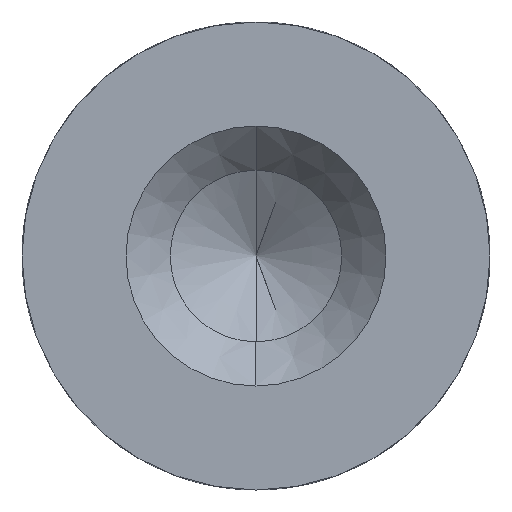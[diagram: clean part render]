
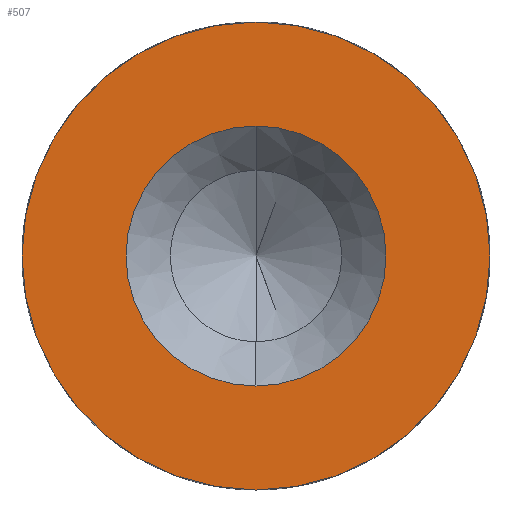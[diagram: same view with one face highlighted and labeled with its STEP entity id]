
A CAD part, left-side view. The second image highlights one B-rep face of the part: STEP entity #507.
In plain terms, the highlighted planar face has unit normal (-1, 0, 0).
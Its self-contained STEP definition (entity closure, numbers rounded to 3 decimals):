
#34 = CARTESIAN_POINT ( 'NONE',  ( 0., 0., 0. ) ) ;
#38 = CARTESIAN_POINT ( 'NONE',  ( 0., 0., -2.5 ) ) ;
#45 = CARTESIAN_POINT ( 'NONE',  ( 0., 0., 0. ) ) ;
#47 = EDGE_CURVE ( 'NONE', #516, #63, #504, .T. ) ;
#63 = VERTEX_POINT ( 'NONE', #103 ) ;
#78 = AXIS2_PLACEMENT_3D ( 'NONE', #247, #380, #255 ) ;
#103 = CARTESIAN_POINT ( 'NONE',  ( 0., 0., -4.5 ) ) ;
#114 = AXIS2_PLACEMENT_3D ( 'NONE', #45, #876, #398 ) ;
#182 = CARTESIAN_POINT ( 'NONE',  ( 0., 0., 0. ) ) ;
#196 = DIRECTION ( 'NONE',  ( 0., 0., -1. ) ) ;
#197 = AXIS2_PLACEMENT_3D ( 'NONE', #34, #800, #392 ) ;
#223 = AXIS2_PLACEMENT_3D ( 'NONE', #182, #323, #406 ) ;
#247 = CARTESIAN_POINT ( 'NONE',  ( 0., 0., 0. ) ) ;
#255 = DIRECTION ( 'NONE',  ( 0., 0., 1. ) ) ;
#264 = PLANE ( 'NONE',  #669 ) ;
#293 = EDGE_CURVE ( 'NONE', #63, #516, #548, .T. ) ;
#311 = ORIENTED_EDGE ( 'NONE', *, *, #47, .T. ) ;
#323 = DIRECTION ( 'NONE',  ( -1., 0., 0. ) ) ;
#330 = CARTESIAN_POINT ( 'NONE',  ( 0., 0., 0. ) ) ;
#334 = VERTEX_POINT ( 'NONE', #38 ) ;
#359 = ORIENTED_EDGE ( 'NONE', *, *, #293, .T. ) ;
#380 = DIRECTION ( 'NONE',  ( -1., 0., 0. ) ) ;
#382 = CIRCLE ( 'NONE', #114, 2.5 ) ;
#392 = DIRECTION ( 'NONE',  ( 0., 0., 1. ) ) ;
#398 = DIRECTION ( 'NONE',  ( 0., 0., 1. ) ) ;
#402 = CARTESIAN_POINT ( 'NONE',  ( 0., 0., 4.5 ) ) ;
#406 = DIRECTION ( 'NONE',  ( 0., 0., 1. ) ) ;
#408 = FACE_BOUND ( 'NONE', #494, .T. ) ;
#429 = EDGE_CURVE ( 'NONE', #334, #604, #382, .T. ) ;
#494 = EDGE_LOOP ( 'NONE', ( #561, #648 ) ) ;
#504 = CIRCLE ( 'NONE', #223, 4.5 ) ;
#507 = ADVANCED_FACE ( 'NONE', ( #408, #880 ), #264, .F. ) ;
#516 = VERTEX_POINT ( 'NONE', #402 ) ;
#548 = CIRCLE ( 'NONE', #78, 4.5 ) ;
#556 = CIRCLE ( 'NONE', #197, 2.5 ) ;
#561 = ORIENTED_EDGE ( 'NONE', *, *, #726, .F. ) ;
#604 = VERTEX_POINT ( 'NONE', #884 ) ;
#648 = ORIENTED_EDGE ( 'NONE', *, *, #429, .F. ) ;
#669 = AXIS2_PLACEMENT_3D ( 'NONE', #330, #810, #196 ) ;
#708 = EDGE_LOOP ( 'NONE', ( #311, #359 ) ) ;
#726 = EDGE_CURVE ( 'NONE', #604, #334, #556, .T. ) ;
#800 = DIRECTION ( 'NONE',  ( -1., 0., 0. ) ) ;
#810 = DIRECTION ( 'NONE',  ( 1., 0., 0. ) ) ;
#876 = DIRECTION ( 'NONE',  ( -1., 0., 0. ) ) ;
#880 = FACE_OUTER_BOUND ( 'NONE', #708, .T. ) ;
#884 = CARTESIAN_POINT ( 'NONE',  ( 0., 0., 2.5 ) ) ;
